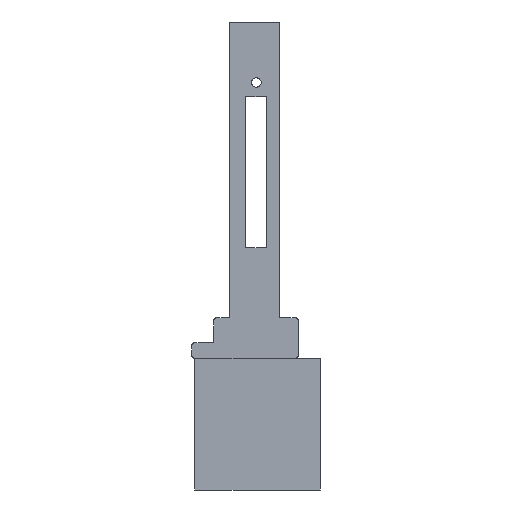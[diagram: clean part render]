
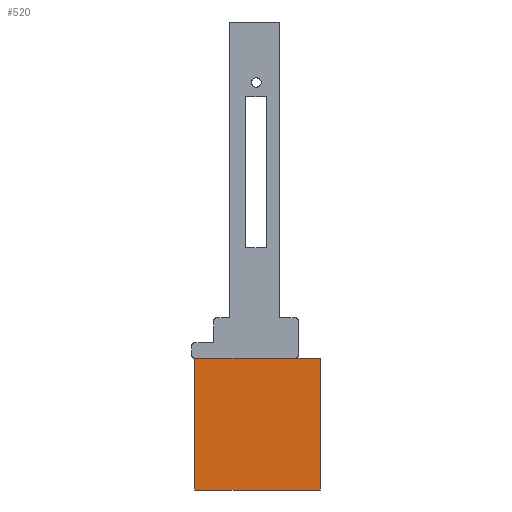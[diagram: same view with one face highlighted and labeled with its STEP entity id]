
A CAD part, front view. The second image highlights one B-rep face of the part: STEP entity #520.
In plain terms, the highlighted planar face has unit normal (0, -1, 0).
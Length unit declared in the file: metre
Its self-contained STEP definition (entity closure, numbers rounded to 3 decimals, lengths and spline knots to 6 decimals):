
#41=ORIENTED_EDGE('',*,*,#188,.T.);
#42=ORIENTED_EDGE('',*,*,#189,.F.);
#43=ORIENTED_EDGE('',*,*,#190,.F.);
#44=ORIENTED_EDGE('',*,*,#186,.T.);
#186=EDGE_CURVE('',#260,#259,#310,.T.);
#188=EDGE_CURVE('',#259,#261,#312,.T.);
#189=EDGE_CURVE('',#262,#261,#313,.T.);
#190=EDGE_CURVE('',#260,#262,#314,.T.);
#259=VERTEX_POINT('',#773);
#260=VERTEX_POINT('',#775);
#261=VERTEX_POINT('',#779);
#262=VERTEX_POINT('',#781);
#310=LINE('',#774,#371);
#312=LINE('',#778,#373);
#313=LINE('',#780,#374);
#314=LINE('',#782,#375);
#371=VECTOR('',#625,1.);
#373=VECTOR('',#629,1.);
#374=VECTOR('',#630,1.);
#375=VECTOR('',#631,1.);
#429=EDGE_LOOP('',(#41,#42,#43,#44));
#463=FACE_BOUND('',#429,.T.);
#497=PLANE('',#574);
#520=ADVANCED_FACE('',(#463),#497,.F.);
#574=AXIS2_PLACEMENT_3D('',#777,#627,#628);
#625=DIRECTION('',(0.,0.,1.));
#627=DIRECTION('',(0.,1.,0.));
#628=DIRECTION('',(0.,0.,1.));
#629=DIRECTION('',(-1.,0.,0.));
#630=DIRECTION('',(0.,0.,1.));
#631=DIRECTION('',(-1.,0.,0.));
#773=CARTESIAN_POINT('',(0.0205,-0.003175,-0.01));
#774=CARTESIAN_POINT('',(0.0205,-0.003175,-0.052));
#775=CARTESIAN_POINT('',(0.0205,-0.003175,-0.052));
#777=CARTESIAN_POINT('',(-0.0035,-0.003175,-0.052));
#778=CARTESIAN_POINT('',(-0.0035,-0.003175,-0.01));
#779=CARTESIAN_POINT('',(-0.0195,-0.003175,-0.01));
#780=CARTESIAN_POINT('',(-0.0195,-0.003175,-0.052));
#781=CARTESIAN_POINT('',(-0.0195,-0.003175,-0.052));
#782=CARTESIAN_POINT('',(-0.0035,-0.003175,-0.052));
